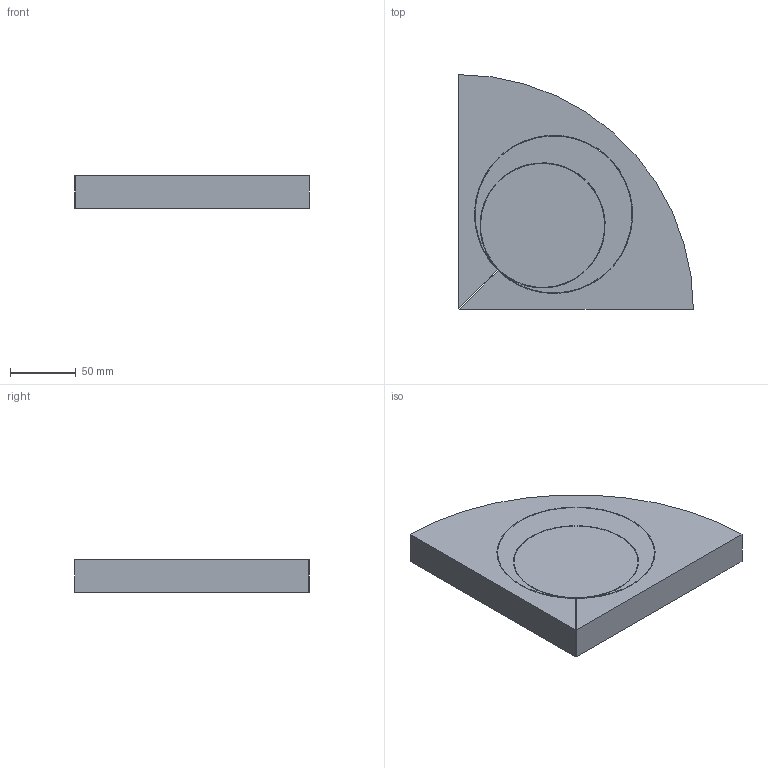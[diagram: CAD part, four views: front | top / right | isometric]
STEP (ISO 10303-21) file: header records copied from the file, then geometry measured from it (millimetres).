
FILE_DESCRIPTION((''),'2;1');
FILE_NAME('HINT-FE-005.stp','2014-03-05T13:49:50',(''),(''),'Autodesk Inventor 2013','Autodesk Inventor 2013','');
FILE_SCHEMA(('AUTOMOTIVE_DESIGN { 1 2 10303 214 0 1 1 1 }'));
Length unit declared in the file: millimetre
Products named in the file (1): HINT-FE-005
Bounding box: 178 x 178 x 25 mm (x, y, z)
Volume: 612846.5 mm3; surface area: 99900.8 mm2
Topology: 1 solids, 1 shells, 33 faces, 105 edges, 70 vertices
Faces by surface type: plane 28, cylinder 5
Full cylindrical faces by diameter (mm): 94 x1
Entity records: 1200 total; most frequent: CARTESIAN_POINT 206, ORIENTED_EDGE 206, DIRECTION 204, EDGE_CURVE 103, VECTOR 70, LINE 70, VERTEX_POINT 69, AXIS2_PLACEMENT_3D 67
